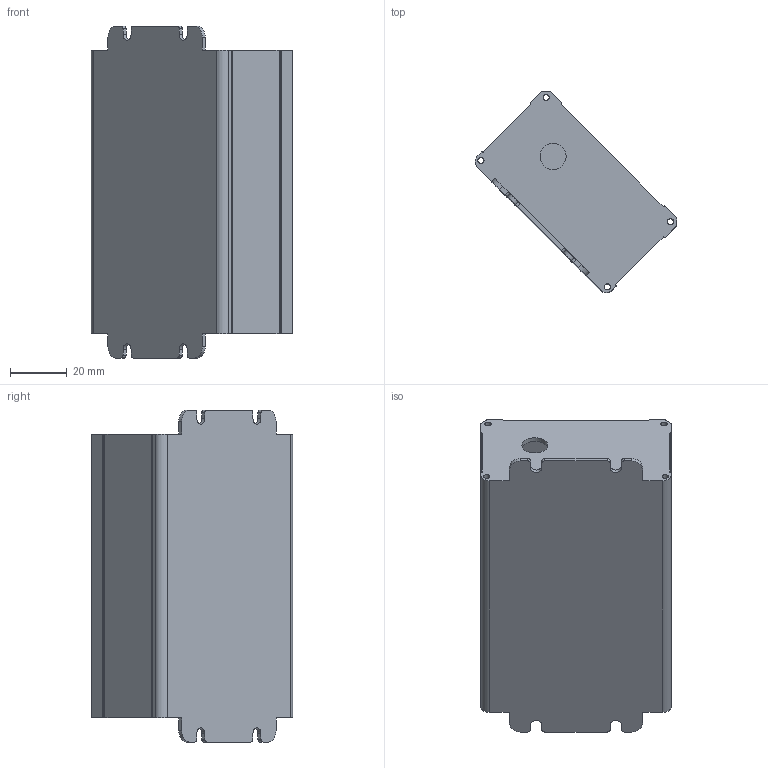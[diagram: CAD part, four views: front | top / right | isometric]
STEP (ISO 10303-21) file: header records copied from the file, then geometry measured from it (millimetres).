
FILE_DESCRIPTION(('Creo Elements/Direct Modeling STEP Export'),'2;1');
FILE_NAME('40W - ECXd1050.582 -PHC.stp','2021-04-26T12:00:00',(''),(''),'PTC Creo Elements/Direct Modeling STEP processor for AP214 (Solid Model)','PTC Creo Elements/Direct Modeling 19.0E 27-Jun-2016 (C) Parametric Technology GmbH','');
FILE_SCHEMA(('AUTOMOTIVE_DESIGN { 1 0 10303 214 1 1 1 1 }'));
Length unit declared in the file: millimetre
Products named in the file (2): T
Assembly tree (1 placements, depth 2):
  T
    T
Bounding box: 70.87 x 70.87 x 117 mm (x, y, z)
Volume: 32638 mm3; surface area: 51724.9 mm2
Topology: 1 solids, 1 shells, 114 faces, 346 edges, 228 vertices
Faces by surface type: cylinder 60, plane 54
Entity records: 3844 total; most frequent: ORIENTED_EDGE 692, CARTESIAN_POINT 657, DIRECTION 650, EDGE_CURVE 346, VERTEX_POINT 228, AXIS2_PLACEMENT_3D 221, VECTOR 208, LINE 208
